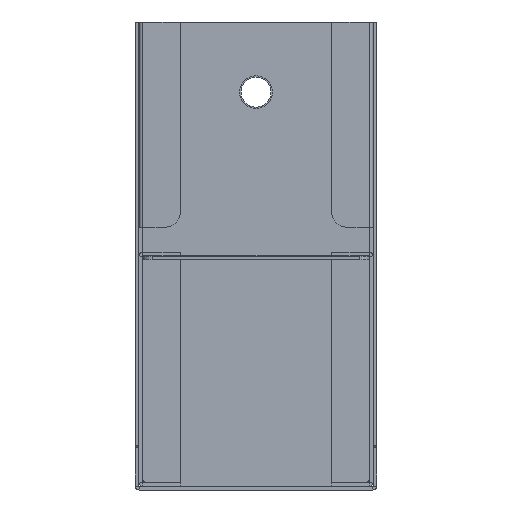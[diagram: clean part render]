
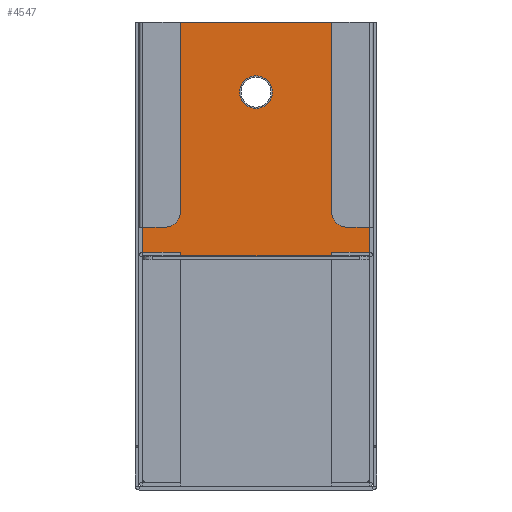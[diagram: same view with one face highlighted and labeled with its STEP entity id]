
A CAD part, left-side view. The second image highlights one B-rep face of the part: STEP entity #4547.
In plain terms, the highlighted planar face has unit normal (-1, 0, 0).
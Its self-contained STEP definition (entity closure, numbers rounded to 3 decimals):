
#246 = FACE_BOUND ( 'NONE', #510, .T. ) ;
#249 = FACE_OUTER_BOUND ( 'NONE', #511, .T. ) ;
#264 = VERTEX_POINT ( 'NONE', #2166 ) ;
#401 = ORIENTED_EDGE ( 'NONE', *, *, #985, .T. ) ;
#402 = ORIENTED_EDGE ( 'NONE', *, *, #986, .F. ) ;
#403 = ORIENTED_EDGE ( 'NONE', *, *, #969, .T. ) ;
#404 = ORIENTED_EDGE ( 'NONE', *, *, #973, .T. ) ;
#405 = ORIENTED_EDGE ( 'NONE', *, *, #975, .T. ) ;
#406 = ORIENTED_EDGE ( 'NONE', *, *, #977, .T. ) ;
#407 = ORIENTED_EDGE ( 'NONE', *, *, #979, .T. ) ;
#408 = ORIENTED_EDGE ( 'NONE', *, *, #981, .T. ) ;
#409 = ORIENTED_EDGE ( 'NONE', *, *, #983, .T. ) ;
#410 = ORIENTED_EDGE ( 'NONE', *, *, #984, .T. ) ;
#411 = ORIENTED_EDGE ( 'NONE', *, *, #967, .T. ) ;
#510 = EDGE_LOOP ( 'NONE', ( #401 ) ) ;
#511 = EDGE_LOOP ( 'NONE', ( #402, #403, #404, #405, #406, #407, #408, #409, #410, #411 ) ) ;
#967 = EDGE_CURVE ( 'NONE', #3736, #3735, #3126, .T. ) ;
#969 = EDGE_CURVE ( 'NONE', #3734, #3737, #3124, .T. ) ;
#973 = EDGE_CURVE ( 'NONE', #3737, #3738, #3133, .T. ) ;
#975 = EDGE_CURVE ( 'NONE', #3738, #3739, #3136, .T. ) ;
#977 = EDGE_CURVE ( 'NONE', #3739, #3741, #3140, .T. ) ;
#979 = EDGE_CURVE ( 'NONE', #3741, #3742, #3143, .T. ) ;
#981 = EDGE_CURVE ( 'NONE', #3742, #3743, #3147, .T. ) ;
#983 = EDGE_CURVE ( 'NONE', #3743, #3744, #3150, .T. ) ;
#984 = EDGE_CURVE ( 'NONE', #3744, #3736, #3152, .T. ) ;
#985 = EDGE_CURVE ( 'NONE', #264, #264, #3154, .T. ) ;
#986 = EDGE_CURVE ( 'NONE', #3734, #3735, #3156, .T. ) ;
#1086 = AXIS2_PLACEMENT_3D ( 'NONE', #2488, #2487, #2485 ) ;
#1087 = AXIS2_PLACEMENT_3D ( 'NONE', #2480, #2479, #2478 ) ;
#1088 = AXIS2_PLACEMENT_3D ( 'NONE', #2462, #2461, #2460 ) ;
#1089 = AXIS2_PLACEMENT_3D ( 'NONE', #2450, #2449, #2448 ) ;
#1090 = AXIS2_PLACEMENT_3D ( 'NONE', #2440, #2439, #2438 ) ;
#1091 = AXIS2_PLACEMENT_3D ( 'NONE', #2432, #2430, #2429 ) ;
#1092 = AXIS2_PLACEMENT_3D ( 'NONE', #2427, #2423, #2422 ) ;
#1303 = CARTESIAN_POINT ( 'NONE',  ( -23.094, 48., 1.085 ) ) ;
#1305 = CARTESIAN_POINT ( 'NONE',  ( -23.094, 48., 48.802 ) ) ;
#1306 = CARTESIAN_POINT ( 'NONE',  ( -23.094, 46., 50.802 ) ) ;
#1307 = CARTESIAN_POINT ( 'NONE',  ( -23.094, 1.6, 50.802 ) ) ;
#1310 = CARTESIAN_POINT ( 'NONE',  ( -23.094, -0.4, 48.802 ) ) ;
#1311 = CARTESIAN_POINT ( 'NONE',  ( -23.094, -0.4, 1.085 ) ) ;
#1312 = CARTESIAN_POINT ( 'NONE',  ( -23.094, -0.333, 0.991 ) ) ;
#1313 = CARTESIAN_POINT ( 'NONE',  ( -23.094, 47.933, 0.991 ) ) ;
#1314 = CARTESIAN_POINT ( 'NONE',  ( -23.094, 47.8, 0.81 ) ) ;
#1315 = CARTESIAN_POINT ( 'NONE',  ( -23.094, -0.2, 0.81 ) ) ;
#2166 = CARTESIAN_POINT ( 'NONE',  ( -23.094, 23.8, 32.302 ) ) ;
#2421 = DIRECTION ( 'NONE',  ( 0., 1., 0. ) ) ;
#2422 = DIRECTION ( 'NONE',  ( 0., 0., -1. ) ) ;
#2423 = DIRECTION ( 'NONE',  ( 1., 0., 0. ) ) ;
#2427 = CARTESIAN_POINT ( 'NONE',  ( -23.094, 23.8, 35.802 ) ) ;
#2429 = DIRECTION ( 'NONE',  ( 0., 0., 1. ) ) ;
#2430 = DIRECTION ( 'NONE',  ( -1., 0., 0. ) ) ;
#2432 = CARTESIAN_POINT ( 'NONE',  ( -23.094, 47.9, 1.085 ) ) ;
#2433 = CARTESIAN_POINT ( 'NONE',  ( -23.094, 46., 0.81 ) ) ;
#2434 = DIRECTION ( 'NONE',  ( 0., 0., -1. ) ) ;
#2435 = CARTESIAN_POINT ( 'NONE',  ( -23.094, 48., 1.085 ) ) ;
#2438 = DIRECTION ( 'NONE',  ( 0., 0., -1. ) ) ;
#2439 = DIRECTION ( 'NONE',  ( -1., 0., 0. ) ) ;
#2440 = CARTESIAN_POINT ( 'NONE',  ( -23.094, 46., 48.802 ) ) ;
#2446 = DIRECTION ( 'NONE',  ( 0., 1., 0. ) ) ;
#2447 = CARTESIAN_POINT ( 'NONE',  ( -23.094, 46., 50.802 ) ) ;
#2448 = DIRECTION ( 'NONE',  ( 0., 0., 1. ) ) ;
#2449 = DIRECTION ( 'NONE',  ( -1., 0., 0. ) ) ;
#2450 = CARTESIAN_POINT ( 'NONE',  ( -23.094, 1.6, 48.802 ) ) ;
#2456 = DIRECTION ( 'NONE',  ( 0., 0., 1. ) ) ;
#2458 = CARTESIAN_POINT ( 'NONE',  ( -23.094, -0.4, 1.085 ) ) ;
#2460 = DIRECTION ( 'NONE',  ( 0., 0., 1. ) ) ;
#2461 = DIRECTION ( 'NONE',  ( -1., 0., 0. ) ) ;
#2462 = CARTESIAN_POINT ( 'NONE',  ( -23.094, -0.3, 1.085 ) ) ;
#2478 = DIRECTION ( 'NONE',  ( 0., 0., 1. ) ) ;
#2479 = DIRECTION ( 'NONE',  ( 1., 0., 0. ) ) ;
#2480 = CARTESIAN_POINT ( 'NONE',  ( -23.094, -0.4, 0.802 ) ) ;
#2485 = DIRECTION ( 'NONE',  ( 0., 0., 1. ) ) ;
#2487 = DIRECTION ( 'NONE',  ( 1., 0., 0. ) ) ;
#2488 = CARTESIAN_POINT ( 'NONE',  ( -23.094, 48., 0.802 ) ) ;
#3124 = CIRCLE ( 'NONE', #1087, 0.2 ) ;
#3126 = CIRCLE ( 'NONE', #1086, 0.2 ) ;
#3133 = CIRCLE ( 'NONE', #1088, 0.1 ) ;
#3136 = LINE ( 'NONE', #2458, #3139 ) ;
#3139 = VECTOR ( 'NONE', #2456, 1000. ) ;
#3140 = CIRCLE ( 'NONE', #1089, 2. ) ;
#3143 = LINE ( 'NONE', #2447, #3146 ) ;
#3146 = VECTOR ( 'NONE', #2446, 1000. ) ;
#3147 = CIRCLE ( 'NONE', #1090, 2. ) ;
#3150 = LINE ( 'NONE', #2435, #3153 ) ;
#3152 = CIRCLE ( 'NONE', #1091, 0.1 ) ;
#3153 = VECTOR ( 'NONE', #2434, 1000. ) ;
#3154 = CIRCLE ( 'NONE', #1092, 3.5 ) ;
#3156 = LINE ( 'NONE', #2433, #3158 ) ;
#3158 = VECTOR ( 'NONE', #2421, 1000. ) ;
#3734 = VERTEX_POINT ( 'NONE', #1315 ) ;
#3735 = VERTEX_POINT ( 'NONE', #1314 ) ;
#3736 = VERTEX_POINT ( 'NONE', #1313 ) ;
#3737 = VERTEX_POINT ( 'NONE', #1312 ) ;
#3738 = VERTEX_POINT ( 'NONE', #1311 ) ;
#3739 = VERTEX_POINT ( 'NONE', #1310 ) ;
#3741 = VERTEX_POINT ( 'NONE', #1307 ) ;
#3742 = VERTEX_POINT ( 'NONE', #1306 ) ;
#3743 = VERTEX_POINT ( 'NONE', #1305 ) ;
#3744 = VERTEX_POINT ( 'NONE', #1303 ) ;
#4314 = CARTESIAN_POINT ( 'NONE',  ( -23.094, 46., -47.198 ) ) ;
#4320 = PLANE ( 'NONE',  #4897 ) ;
#4322 = DIRECTION ( 'NONE',  ( -1., 0., 0. ) ) ;
#4323 = DIRECTION ( 'NONE',  ( 0., 0., 1. ) ) ;
#4547 = ADVANCED_FACE ( 'NONE', ( #246, #249 ), #4320, .T. ) ;
#4897 = AXIS2_PLACEMENT_3D ( 'NONE', #4314, #4322, #4323 ) ;
